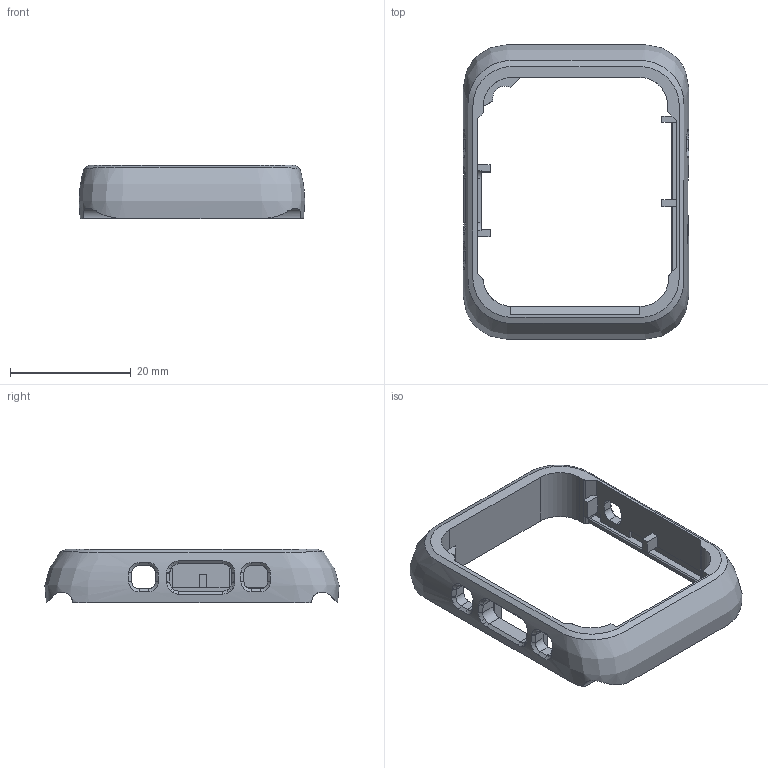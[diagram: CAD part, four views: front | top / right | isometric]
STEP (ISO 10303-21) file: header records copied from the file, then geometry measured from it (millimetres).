
FILE_DESCRIPTION(/* description */ ('','CAx-IF Rec.Pracs.---Representation and Presentation of Product Manufacturing Information (PMI)---4.0---2014-10-13'),/* implementation_level */ '2;1');
FILE_NAME(/* name */ 'TinyWATCH Case V5 front.step',/* time_stamp */ '2025-03-12T18:00:54+11:00',/* author */ (''),/* organization */ (''),/* preprocessor_version */ 'ST-DEVELOPER v20',/* originating_system */ 'Autodesk Translation Framework v13.20.0.188',/* authorisation */ '');
FILE_SCHEMA (('AP242_MANAGED_MODEL_BASED_3D_ENGINEERING_MIM_LF { 1 0 10303 442 1 1 4 }'));
Length unit declared in the file: millimetre
Products named in the file (1): TinyWATCH Case V4
Bounding box: 37.4 x 48.8 x 8.9 mm (x, y, z)
Volume: 3790.8 mm3; surface area: 3611.5 mm2
Topology: 1 solids, 1 shells, 157 faces, 433 edges, 277 vertices
Faces by surface type: plane 69, bspline 65, cylinder 23
Entity records: 6975 total; most frequent: CARTESIAN_POINT 3425, ORIENTED_EDGE 866, DIRECTION 496, EDGE_CURVE 433, VERTEX_POINT 277, LINE 248, VECTOR 248, EDGE_LOOP 166
